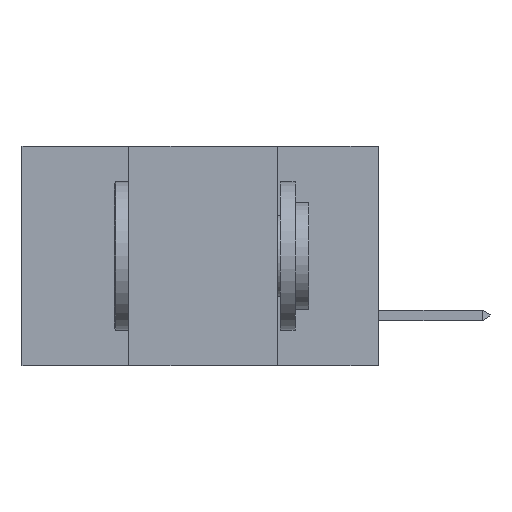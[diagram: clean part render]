
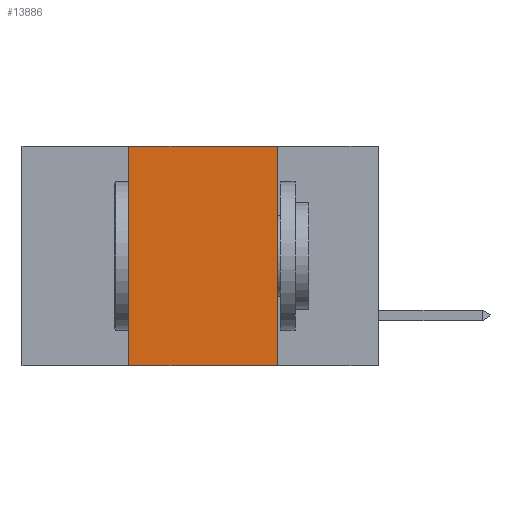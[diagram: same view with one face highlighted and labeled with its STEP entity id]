
A CAD part, left-side view. The second image highlights one B-rep face of the part: STEP entity #13886.
In plain terms, the highlighted planar face has unit normal (-1, 0, 0).
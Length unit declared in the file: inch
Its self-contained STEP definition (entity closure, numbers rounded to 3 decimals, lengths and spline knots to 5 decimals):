
#831 = EDGE_LOOP ( 'NONE', ( #10269, #12971, #17796, #11671 ) ) ;
#1271 = VERTEX_POINT ( 'NONE', #14799 ) ;
#2809 = VERTEX_POINT ( 'NONE', #20108 ) ;
#5124 = EDGE_CURVE ( 'NONE', #17432, #2809, #7117, .T. ) ;
#5561 = VECTOR ( 'NONE', #15496, 39.37008 ) ;
#7117 = LINE ( 'NONE', #16545, #10787 ) ;
#7581 = AXIS2_PLACEMENT_3D ( 'NONE', #23934, #18473, #20127 ) ;
#7731 = CARTESIAN_POINT ( 'NONE',  ( 0., 0.6, 0. ) ) ;
#8051 = EDGE_CURVE ( 'NONE', #17432, #1271, #10074, .T. ) ;
#10074 = LINE ( 'NONE', #17813, #23741 ) ;
#10269 = ORIENTED_EDGE ( 'NONE', *, *, #11933, .F. ) ;
#10467 = PLANE ( 'NONE',  #7581 ) ;
#10787 = VECTOR ( 'NONE', #22629, 39.37008 ) ;
#11671 = ORIENTED_EDGE ( 'NONE', *, *, #5124, .T. ) ;
#11933 = EDGE_CURVE ( 'NONE', #13872, #2809, #15211, .T. ) ;
#12385 = FACE_OUTER_BOUND ( 'NONE', #831, .T. ) ;
#12971 = ORIENTED_EDGE ( 'NONE', *, *, #14679, .F. ) ;
#13872 = VERTEX_POINT ( 'NONE', #22030 ) ;
#13886 = ADVANCED_FACE ( 'NONE', ( #12385 ), #10467, .F. ) ;
#14679 = EDGE_CURVE ( 'NONE', #1271, #13872, #17395, .T. ) ;
#14799 = CARTESIAN_POINT ( 'NONE',  ( 0., 0.42, 0. ) ) ;
#15211 = LINE ( 'NONE', #22838, #23413 ) ;
#15496 = DIRECTION ( 'NONE',  ( 0., -1., 0. ) ) ;
#16545 = CARTESIAN_POINT ( 'NONE',  ( 0., 0.6, -0.37 ) ) ;
#17395 = LINE ( 'NONE', #7731, #5561 ) ;
#17432 = VERTEX_POINT ( 'NONE', #19751 ) ;
#17796 = ORIENTED_EDGE ( 'NONE', *, *, #8051, .F. ) ;
#17813 = CARTESIAN_POINT ( 'NONE',  ( 0., 0.42, -0.37 ) ) ;
#18473 = DIRECTION ( 'NONE',  ( 1., 0., 0. ) ) ;
#19161 = DIRECTION ( 'NONE',  ( 0., 0., -1. ) ) ;
#19751 = CARTESIAN_POINT ( 'NONE',  ( 0., 0.42, -0.37 ) ) ;
#19865 = DIRECTION ( 'NONE',  ( 0., 0., 1. ) ) ;
#20108 = CARTESIAN_POINT ( 'NONE',  ( 0., 0.17, -0.37 ) ) ;
#20127 = DIRECTION ( 'NONE',  ( 0., 0., -1. ) ) ;
#22030 = CARTESIAN_POINT ( 'NONE',  ( 0., 0.17, 0. ) ) ;
#22629 = DIRECTION ( 'NONE',  ( 0., -1., 0. ) ) ;
#22838 = CARTESIAN_POINT ( 'NONE',  ( 0., 0.17, -0.37 ) ) ;
#23413 = VECTOR ( 'NONE', #19161, 39.37008 ) ;
#23741 = VECTOR ( 'NONE', #19865, 39.37008 ) ;
#23934 = CARTESIAN_POINT ( 'NONE',  ( 0., 0.6, 0. ) ) ;
